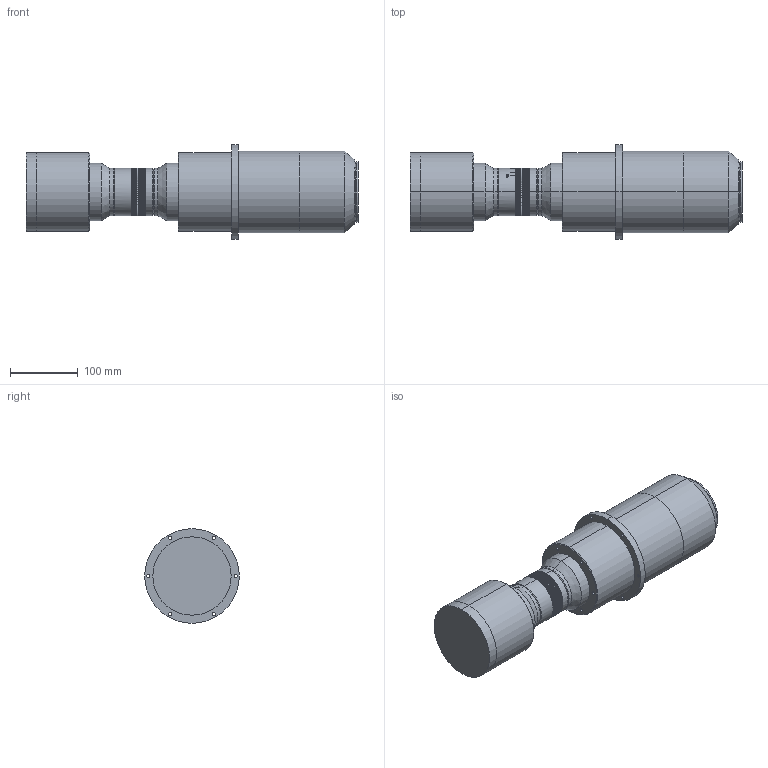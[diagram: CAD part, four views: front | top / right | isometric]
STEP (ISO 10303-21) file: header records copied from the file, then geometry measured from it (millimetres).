
FILE_DESCRIPTION (( 'STEP AP203' ), '1' );
FILE_NAME ('S5LPJ7211_M90_03.STEP', '2020-03-27T08:38:17', ( '' ), ( '' ), 'SwSTEP 2.0', 'SolidWorks 2017', '' );
FILE_SCHEMA (( 'CONFIG_CONTROL_DESIGN' ));
Length unit declared in the file: millimetre
Products named in the file (1): S5LPJ7211_M90_03
Bounding box: 491.29 x 140 x 140 mm (x, y, z)
Volume: 4512297 mm3; surface area: 212333.1 mm2
Topology: 1 solids, 1 shells, 1000 faces, 2556 edges, 1589 vertices
Faces by surface type: plane 672, cylinder 302, cone 20, torus 6
Entity records: 30887 total; most frequent: CARTESIAN_POINT 6044, DIRECTION 5359, ORIENTED_EDGE 5112, EDGE_CURVE 2556, AXIS2_PLACEMENT_3D 1855, LINE 1649, VECTOR 1649, VERTEX_POINT 1589
